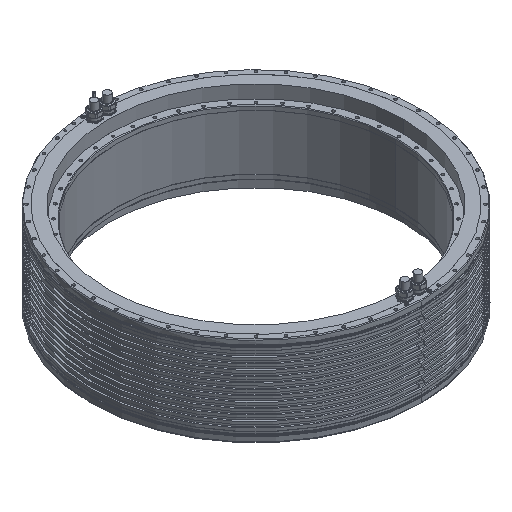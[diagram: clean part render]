
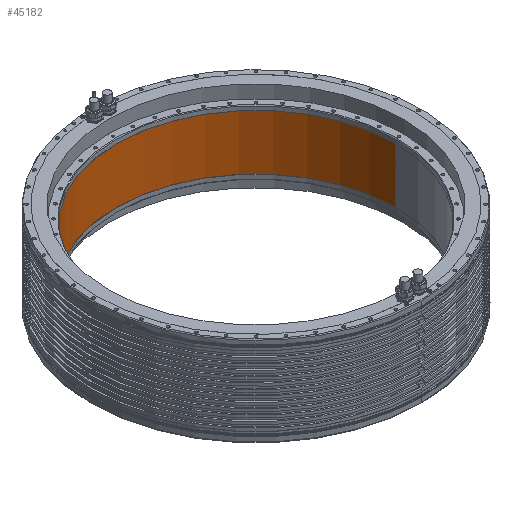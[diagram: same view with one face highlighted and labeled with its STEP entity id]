
A CAD part, isometric view. The second image highlights one B-rep face of the part: STEP entity #45182.
In plain terms, the highlighted cylindrical face has radius 435.4 mm (diameter 870.8 mm), a partial arc.
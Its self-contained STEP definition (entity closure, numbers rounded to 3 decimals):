
#40689=CARTESIAN_POINT('',(0.,0.,-54.9));
#40690=DIRECTION('',(0.,0.,-1.));
#40691=DIRECTION('',(-1.,0.,0.));
#40692=AXIS2_PLACEMENT_3D('',#40689,#40690,#40691);
#40704=DIRECTION('',(0.,0.,1.));
#40705=VECTOR('',#40704,171.2);
#40706=CARTESIAN_POINT('',(-435.4,0.,-226.1));
#40707=LINE('',#40706,#40705);
#40708=DIRECTION('',(0.,0.,1.));
#40709=VECTOR('',#40708,171.2);
#40710=CARTESIAN_POINT('',(435.4,0.,-226.1));
#40711=LINE('',#40710,#40709);
#40712=CARTESIAN_POINT('',(0.,0.,-226.1));
#40713=DIRECTION('',(0.,0.,-1.));
#40714=DIRECTION('',(-1.,0.,0.));
#40715=AXIS2_PLACEMENT_3D('',#40712,#40713,#40714);
#43308=CARTESIAN_POINT('',(-435.4,0.,-226.1));
#43309=CARTESIAN_POINT('',(-435.4,0.,-54.9));
#43310=VERTEX_POINT('',#43308);
#43311=VERTEX_POINT('',#43309);
#43312=CARTESIAN_POINT('',(435.4,0.,-226.1));
#43313=CARTESIAN_POINT('',(435.4,0.,-54.9));
#43314=VERTEX_POINT('',#43312);
#43315=VERTEX_POINT('',#43313);
#45170=CARTESIAN_POINT('',(0.,0.,-251.6));
#45171=DIRECTION('',(0.,0.,1.));
#45172=DIRECTION('',(1.,0.,0.));
#45173=AXIS2_PLACEMENT_3D('',#45170,#45171,#45172);
#45174=CYLINDRICAL_SURFACE('',#45173,435.4);
#45175=ORIENTED_EDGE('',*,*,#45153,.T.);
#45176=ORIENTED_EDGE('',*,*,#45116,.T.);
#45177=ORIENTED_EDGE('',*,*,#45157,.F.);
#45179=ORIENTED_EDGE('',*,*,#45178,.F.);
#45180=EDGE_LOOP('',(#45175,#45176,#45177,#45179));
#45181=FACE_OUTER_BOUND('',#45180,.F.);
#45182=ADVANCED_FACE('',(#45181),#45174,.F.);
#40693=CIRCLE('',#40692,435.4);
#40716=CIRCLE('',#40715,435.4);
#45116=EDGE_CURVE('',#43311,#43315,#40693,.T.);
#45153=EDGE_CURVE('',#43310,#43311,#40707,.T.);
#45157=EDGE_CURVE('',#43314,#43315,#40711,.T.);
#45178=EDGE_CURVE('',#43310,#43314,#40716,.T.);
